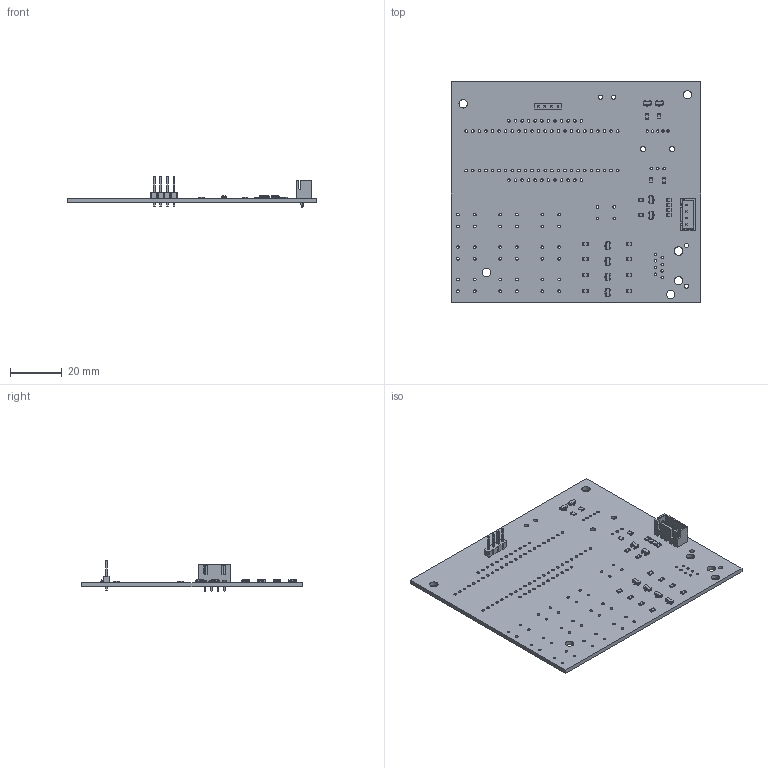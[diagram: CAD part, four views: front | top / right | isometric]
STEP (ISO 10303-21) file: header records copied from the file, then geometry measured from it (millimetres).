
FILE_DESCRIPTION(('KiCad electronic assembly'),'2;1');
FILE_NAME('TeensyELS.step','2025-02-13T19:40:43',('Pcbnew'),('Kicad'), 'Open CASCADE STEP processor 7.8','KiCad to STEP converter','Unknown' );
FILE_SCHEMA(('AUTOMOTIVE_DESIGN { 1 0 10303 214 1 1 1 1 }'));
Length unit declared in the file: millimetre
Products named in the file (10): TeensyELS 1; SOT-23; SOT_23; R_0805_2012Metric; JST_XH_B4B-XH-A_1x04_P2.50mm_Vertical; JST_B4B_XH_A; PinHeader_1x04_P2.54mm_Vertical; PinHeader_1x04_P254mm_Vertical; TeensyELS_PCB
Assembly tree (33 placements, depth 3):
  TeensyELS 1
    SOT-23  x8
      SOT_23
    R_0805_2012Metric  x18
      R_0805_2012Metric
    JST_XH_B4B-XH-A_1x04_P2.50mm_Vertical
      JST_B4B_XH_A
    PinHeader_1x04_P2.54mm_Vertical
      PinHeader_1x04_P254mm_Vertical
    TeensyELS_PCB
Bounding box: 96 x 85 x 11.94 mm (x, y, z)
Volume: 13166 mm3; surface area: 18525.9 mm2
Topology: 29 solids, 29 shells, 1471 faces, 3725 edges, 2328 vertices
Faces by surface type: plane 863, cylinder 392, bspline 216
Full cylindrical faces by diameter (mm): 0.9 x13, 0.95 x4, 1 x119, 1.6 x4, 2 x2, 3.25 x6
Entity records: 18553 total; most frequent: CARTESIAN_POINT 2791, DIRECTION 2629, ORIENTED_EDGE 2618, EDGE_CURVE 1309, LINE 933, VECTOR 933, AXIS2_PLACEMENT_3D 848, VERTEX_POINT 838
